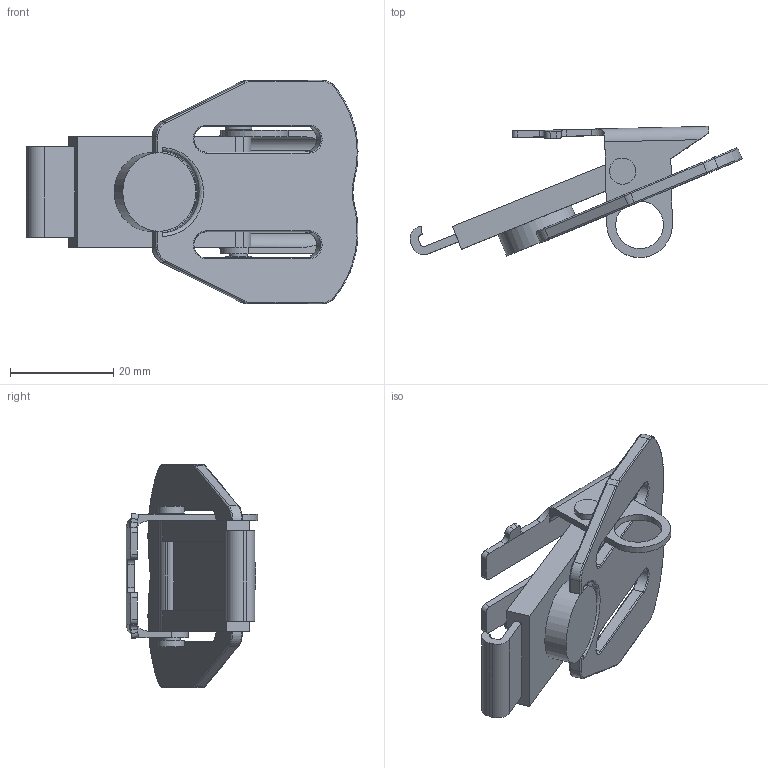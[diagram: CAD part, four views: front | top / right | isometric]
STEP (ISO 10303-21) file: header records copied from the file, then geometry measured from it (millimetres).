
FILE_DESCRIPTION (( 'STEP AP214' ), '1' );
FILE_NAME ('FRHLLKIT.STEP', '2019-07-09T21:24:59', ( '' ), ( '' ), 'SwSTEP 2.0', 'SolidWorks 2018', '' );
FILE_SCHEMA (( 'AUTOMOTIVE_DESIGN' ));
Length unit declared in the file: inch
Products named in the file (1): FRHLLKIT
Bounding box: 64.26 x 25.41 x 43.19 mm (x, y, z)
Volume: 8424.2 mm3; surface area: 10560.2 mm2
Topology: 6 solids, 6 shells, 181 faces, 438 edges, 273 vertices
Faces by surface type: plane 81, cylinder 72, bspline 28
Full cylindrical faces by diameter (mm): 1.267 x2, 1.27 x1, 2.489 x2, 3.429 x1, 5.08 x2, 9.22 x1, 15.24 x1
Entity records: 6309 total; most frequent: CARTESIAN_POINT 1822, ORIENTED_EDGE 852, DIRECTION 824, EDGE_CURVE 426, AXIS2_PLACEMENT_3D 292, VERTEX_POINT 272, LINE 240, VECTOR 240
